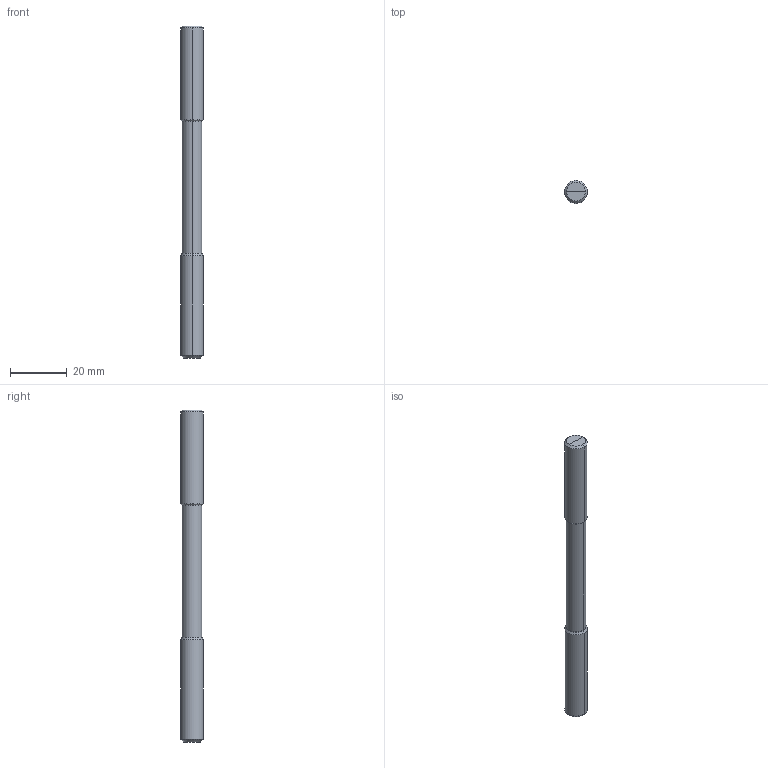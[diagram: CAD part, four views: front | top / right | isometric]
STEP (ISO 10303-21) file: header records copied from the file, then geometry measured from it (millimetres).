
FILE_DESCRIPTION((''),'2;1');
FILE_NAME('608231322-000_ASM','2025-04-15T12:57:18',('aad_4'),(''),'CREO PARAMETRIC BY PTC INC, 2021184','CREO PARAMETRIC BY PTC INC, 2021184','');
FILE_SCHEMA(('AP242_MANAGED_MODEL_BASED_3D_ENGINEERING_MIM_LF { 1 0 10303 442 1 1 4 }'));
Length unit declared in the file: millimetre
Products named in the file (3): 607928997-000_PRT; 607928998-000_PRT; 608231322-000_ASM
Assembly tree (2 placements, depth 2):
  608231322-000_ASM
    607928997-000_PRT
    607928998-000_PRT
Bounding box: 8.01 x 8.01 x 117 mm (x, y, z)
Volume: 5311.6 mm3; surface area: 3411 mm2
Topology: 2 solids, 3 shells, 33 faces, 90 edges, 67 vertices
Faces by surface type: cylinder 13, plane 9, cone 9, torus 2
Entity records: 2379 total; most frequent: DIRECTION 276, CARTESIAN_POINT 224, PRESENTATION_STYLE_ASSIGNMENT 141, STYLED_ITEM 137, ORIENTED_EDGE 123, CURVE_STYLE 116, AXIS2_PLACEMENT_3D 107, PROPERTY_DEFINITION 92
